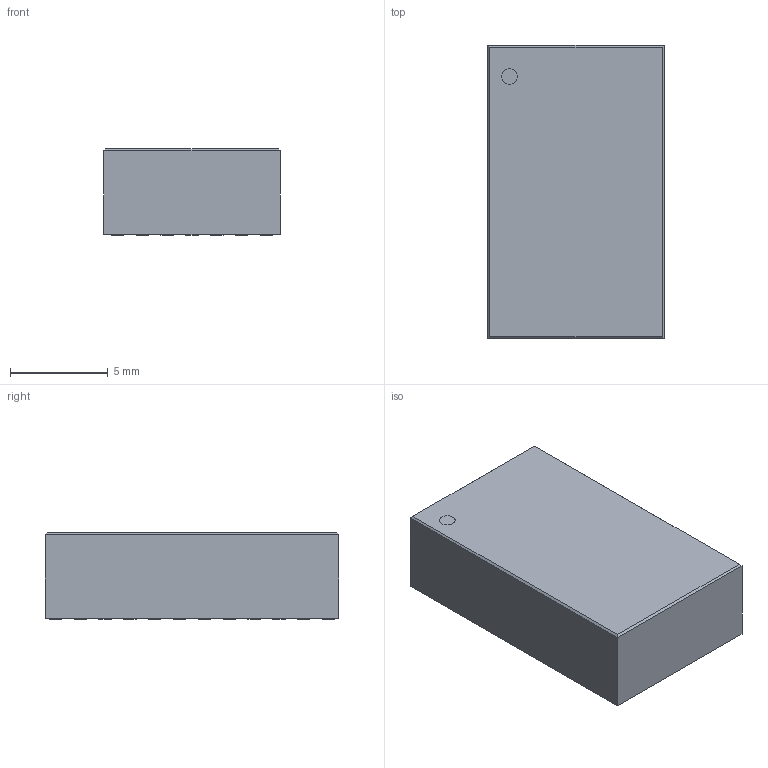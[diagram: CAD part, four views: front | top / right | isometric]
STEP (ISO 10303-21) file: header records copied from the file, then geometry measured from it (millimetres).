
FILE_DESCRIPTION(/* description */ (''),/* implementation_level */ '2;1');
FILE_NAME(/* name */ 'LGA84S127P7X12_900X1500X442.stp',/* time_stamp */ '2017-08-22T09:59:00+02:00',/* author */ ('jchouvet'),/* organization */ (''),/* preprocessor_version */ 'ST-DEVELOPER v16.1',/* originating_system */ 'AutoCAD Mechanical',/* authorisation */ '');
FILE_SCHEMA (('AUTOMOTIVE_DESIGN { 1 0 10303 214 3 1 1 }'));
Length unit declared in the file: millimetre
Products named in the file (1): Product
Bounding box: 9 x 15 x 4.42 mm (x, y, z)
Volume: 591.4 mm3; surface area: 555.3 mm2
Topology: 86 solids, 86 shells, 516 faces, 1025 edges, 682 vertices
Faces by surface type: plane 513, cylinder 3
Full cylindrical faces by diameter (mm): 0.63 x1, 0.8 x2
Entity records: 12969 total; most frequent: CARTESIAN_POINT 2221, DIRECTION 2062, ORIENTED_EDGE 2044, EDGE_CURVE 1022, LINE 1016, VECTOR 1016, VERTEX_POINT 682, AXIS2_PLACEMENT_3D 523
